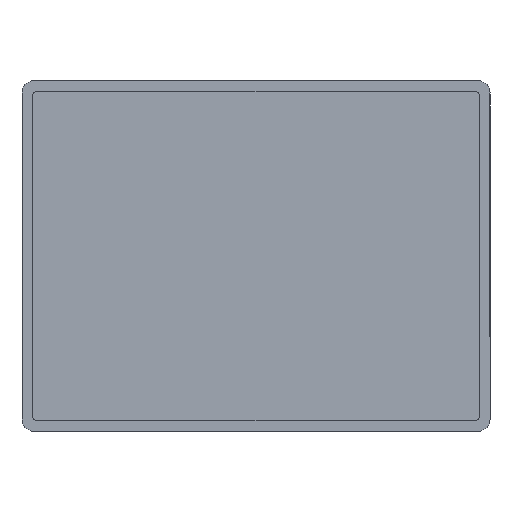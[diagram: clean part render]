
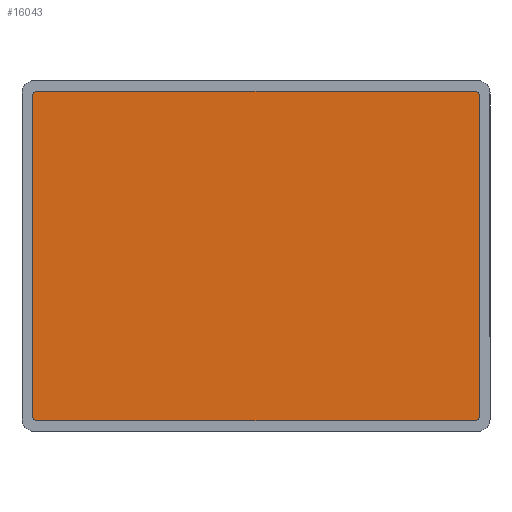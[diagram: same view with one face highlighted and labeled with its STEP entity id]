
A CAD part, front view. The second image highlights one B-rep face of the part: STEP entity #16043.
In plain terms, the highlighted planar face has unit normal (0, -1, 0).
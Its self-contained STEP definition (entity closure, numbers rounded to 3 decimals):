
#198 = CARTESIAN_POINT ( 'NONE',  ( -373., 0., -273. ) ) ;
#469 = DIRECTION ( 'NONE',  ( 0., 0., 1. ) ) ;
#1641 = VECTOR ( 'NONE', #5079, 1000. ) ;
#2079 = VERTEX_POINT ( 'NONE', #9456 ) ;
#2172 = FACE_OUTER_BOUND ( 'NONE', #11646, .T. ) ;
#2218 = VERTEX_POINT ( 'NONE', #25941 ) ;
#3979 = VECTOR ( 'NONE', #7544, 1000. ) ;
#4281 = DIRECTION ( 'NONE',  ( 0., 0., 1. ) ) ;
#4285 = CARTESIAN_POINT ( 'NONE',  ( -373., 0., -273. ) ) ;
#4497 = CIRCLE ( 'NONE', #9513, 9. ) ;
#5079 = DIRECTION ( 'NONE',  ( 1., 0., 0. ) ) ;
#5949 = CIRCLE ( 'NONE', #23622, 9. ) ;
#6067 = EDGE_CURVE ( 'NONE', #25780, #2079, #10179, .T. ) ;
#6408 = DIRECTION ( 'NONE',  ( 0., 0., 1. ) ) ;
#6417 = EDGE_CURVE ( 'NONE', #2079, #21350, #4497, .T. ) ;
#7544 = DIRECTION ( 'NONE',  ( 0., 0., 1. ) ) ;
#8060 = CARTESIAN_POINT ( 'NONE',  ( 382., 0., 273. ) ) ;
#8203 = EDGE_CURVE ( 'NONE', #14204, #23101, #20588, .T. ) ;
#8217 = DIRECTION ( 'NONE',  ( 0., 1., 0. ) ) ;
#8228 = EDGE_CURVE ( 'NONE', #21350, #14204, #18661, .T. ) ;
#8683 = VERTEX_POINT ( 'NONE', #23087 ) ;
#9023 = DIRECTION ( 'NONE',  ( 0., 0., 1. ) ) ;
#9052 = EDGE_CURVE ( 'NONE', #8683, #14866, #19328, .T. ) ;
#9456 = CARTESIAN_POINT ( 'NONE',  ( -382., 0., 273. ) ) ;
#9513 = AXIS2_PLACEMENT_3D ( 'NONE', #17920, #14096, #25976 ) ;
#9659 = VECTOR ( 'NONE', #17213, 1000. ) ;
#9755 = EDGE_CURVE ( 'NONE', #14866, #25780, #5949, .T. ) ;
#10179 = LINE ( 'NONE', #23888, #3979 ) ;
#10191 = PLANE ( 'NONE',  #25968 ) ;
#11436 = ORIENTED_EDGE ( 'NONE', *, *, #15154, .F. ) ;
#11646 = EDGE_LOOP ( 'NONE', ( #14267, #25060, #11436, #22852, #20521, #23368, #21931, #24281 ) ) ;
#12303 = DIRECTION ( 'NONE',  ( 0., 1., 0. ) ) ;
#12723 = AXIS2_PLACEMENT_3D ( 'NONE', #21020, #19041, #9023 ) ;
#12774 = CARTESIAN_POINT ( 'NONE',  ( 373., 0., 282. ) ) ;
#12958 = CARTESIAN_POINT ( 'NONE',  ( -373., 0., 282. ) ) ;
#14096 = DIRECTION ( 'NONE',  ( 0., 1., 0. ) ) ;
#14204 = VERTEX_POINT ( 'NONE', #12774 ) ;
#14267 = ORIENTED_EDGE ( 'NONE', *, *, #9755, .F. ) ;
#14297 = CARTESIAN_POINT ( 'NONE',  ( 373., 0., 273. ) ) ;
#14491 = CARTESIAN_POINT ( 'NONE',  ( -373., 0., 282. ) ) ;
#14866 = VERTEX_POINT ( 'NONE', #19588 ) ;
#15060 = VECTOR ( 'NONE', #16089, 1000. ) ;
#15154 = EDGE_CURVE ( 'NONE', #2218, #8683, #19465, .T. ) ;
#15830 = LINE ( 'NONE', #8060, #15060 ) ;
#15937 = AXIS2_PLACEMENT_3D ( 'NONE', #14297, #24604, #6408 ) ;
#16043 = ADVANCED_FACE ( 'NONE', ( #2172 ), #10191, .F. ) ;
#16089 = DIRECTION ( 'NONE',  ( 0., 0., -1. ) ) ;
#16283 = CARTESIAN_POINT ( 'NONE',  ( -382., 0., -273. ) ) ;
#17213 = DIRECTION ( 'NONE',  ( -1., 0., 0. ) ) ;
#17456 = EDGE_CURVE ( 'NONE', #23101, #2218, #15830, .T. ) ;
#17486 = CARTESIAN_POINT ( 'NONE',  ( -373., 0., -282. ) ) ;
#17920 = CARTESIAN_POINT ( 'NONE',  ( -373., 0., 273. ) ) ;
#18661 = LINE ( 'NONE', #12958, #1641 ) ;
#19041 = DIRECTION ( 'NONE',  ( 0., 1., 0. ) ) ;
#19328 = LINE ( 'NONE', #17486, #9659 ) ;
#19465 = CIRCLE ( 'NONE', #12723, 9. ) ;
#19588 = CARTESIAN_POINT ( 'NONE',  ( -373., 0., -282. ) ) ;
#20521 = ORIENTED_EDGE ( 'NONE', *, *, #8203, .F. ) ;
#20588 = CIRCLE ( 'NONE', #15937, 9. ) ;
#21020 = CARTESIAN_POINT ( 'NONE',  ( 373., 0., -273. ) ) ;
#21350 = VERTEX_POINT ( 'NONE', #14491 ) ;
#21703 = CARTESIAN_POINT ( 'NONE',  ( 382., 0., 273. ) ) ;
#21931 = ORIENTED_EDGE ( 'NONE', *, *, #6417, .F. ) ;
#22852 = ORIENTED_EDGE ( 'NONE', *, *, #17456, .F. ) ;
#23087 = CARTESIAN_POINT ( 'NONE',  ( 373., 0., -282. ) ) ;
#23101 = VERTEX_POINT ( 'NONE', #21703 ) ;
#23368 = ORIENTED_EDGE ( 'NONE', *, *, #8228, .F. ) ;
#23622 = AXIS2_PLACEMENT_3D ( 'NONE', #4285, #12303, #469 ) ;
#23888 = CARTESIAN_POINT ( 'NONE',  ( -382., 0., 273. ) ) ;
#24281 = ORIENTED_EDGE ( 'NONE', *, *, #6067, .F. ) ;
#24604 = DIRECTION ( 'NONE',  ( 0., 1., 0. ) ) ;
#25060 = ORIENTED_EDGE ( 'NONE', *, *, #9052, .F. ) ;
#25780 = VERTEX_POINT ( 'NONE', #16283 ) ;
#25941 = CARTESIAN_POINT ( 'NONE',  ( 382., 0., -273. ) ) ;
#25968 = AXIS2_PLACEMENT_3D ( 'NONE', #198, #8217, #4281 ) ;
#25976 = DIRECTION ( 'NONE',  ( 0., 0., 1. ) ) ;
